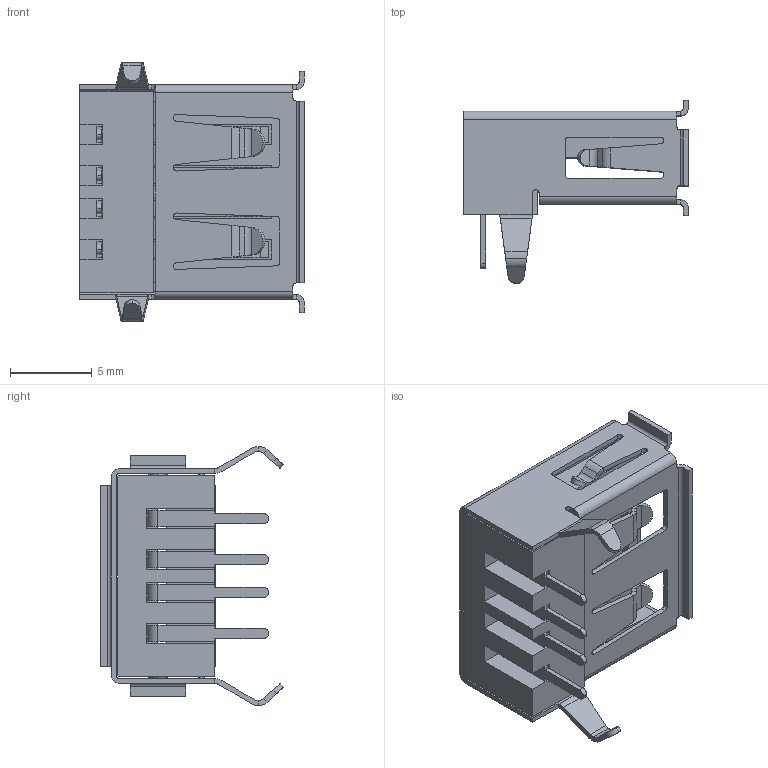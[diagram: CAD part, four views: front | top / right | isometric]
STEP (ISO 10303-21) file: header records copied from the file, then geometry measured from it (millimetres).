
FILE_DESCRIPTION (( 'STEP AP214' ), '1' );
FILE_NAME ('966F649D-0646-4567-9C29-CEB1D5735344.STEP', '2008-04-21T12:33:51', ( 'sysAdmin' ), ( 'SolidWorks' ), 'SwSTEP 2.0', 'SolidWorks 2008', '' );
FILE_SCHEMA (( 'AUTOMOTIVE_DESIGN' ));
Length unit declared in the file: millimetre
Products named in the file (1): 966F649D-0646-4567-9C29-CEB1D5735344
Bounding box: 13.7 x 11.15 x 15.8 mm (x, y, z)
Volume: 571.5 mm3; surface area: 1746.5 mm2
Topology: 6 solids, 6 shells, 401 faces, 1058 edges, 660 vertices
Faces by surface type: plane 223, cylinder 126, bspline 52
Entity records: 13723 total; most frequent: CARTESIAN_POINT 3440, ORIENTED_EDGE 2116, DIRECTION 1798, EDGE_CURVE 1058, VECTOR 738, LINE 738, VERTEX_POINT 660, AXIS2_PLACEMENT_3D 530
